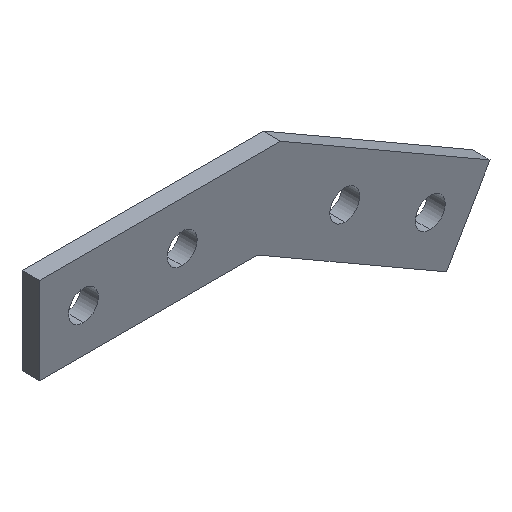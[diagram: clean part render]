
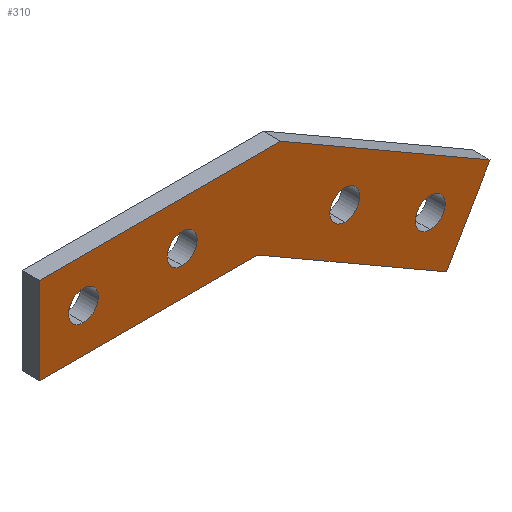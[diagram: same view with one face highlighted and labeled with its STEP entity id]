
A CAD part, isometric view. The second image highlights one B-rep face of the part: STEP entity #310.
In plain terms, the highlighted planar face has unit normal (0, -1, 0).
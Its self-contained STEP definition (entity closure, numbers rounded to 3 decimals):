
#36 = AXIS2_PLACEMENT_3D ( 'NONE', #212, #219, #209 ) ;
#39 = AXIS2_PLACEMENT_3D ( 'NONE', #225, #223, #222 ) ;
#40 = AXIS2_PLACEMENT_3D ( 'NONE', #232, #230, #229 ) ;
#41 = AXIS2_PLACEMENT_3D ( 'NONE', #238, #237, #235 ) ;
#47 = AXIS2_PLACEMENT_3D ( 'NONE', #180, #175, #172 ) ;
#49 = AXIS2_PLACEMENT_3D ( 'NONE', #231, #226, #224 ) ;
#51 = AXIS2_PLACEMENT_3D ( 'NONE', #261, #260, #256 ) ;
#52 = AXIS2_PLACEMENT_3D ( 'NONE', #269, #268, #266 ) ;
#53 = AXIS2_PLACEMENT_3D ( 'NONE', #275, #274, #273 ) ;
#56 = EDGE_CURVE ( 'NONE', #325, #334, #483, .T. ) ;
#57 = EDGE_CURVE ( 'NONE', #343, #327, #486, .T. ) ;
#59 = EDGE_CURVE ( 'NONE', #337, #326, #482, .T. ) ;
#62 = EDGE_CURVE ( 'NONE', #348, #330, #479, .T. ) ;
#66 = EDGE_CURVE ( 'NONE', #327, #343, #474, .T. ) ;
#70 = EDGE_CURVE ( 'NONE', #346, #596, #468, .T. ) ;
#74 = EDGE_CURVE ( 'NONE', #596, #595, #457, .T. ) ;
#77 = EDGE_CURVE ( 'NONE', #595, #340, #451, .T. ) ;
#80 = EDGE_CURVE ( 'NONE', #340, #328, #445, .T. ) ;
#84 = EDGE_CURVE ( 'NONE', #328, #383, #437, .T. ) ;
#87 = EDGE_CURVE ( 'NONE', #383, #346, #431, .T. ) ;
#93 = EDGE_CURVE ( 'NONE', #334, #325, #422, .T. ) ;
#94 = EDGE_CURVE ( 'NONE', #326, #337, #421, .T. ) ;
#95 = EDGE_CURVE ( 'NONE', #330, #348, #420, .T. ) ;
#102 = DIRECTION ( 'NONE',  ( 0., 0., 1. ) ) ;
#119 = CARTESIAN_POINT ( 'NONE',  ( 5.305, 0., 19.8 ) ) ;
#121 = CARTESIAN_POINT ( 'NONE',  ( -49.695, 0., 19.8 ) ) ;
#123 = CARTESIAN_POINT ( 'NONE',  ( 0., 0., 0. ) ) ;
#127 = CARTESIAN_POINT ( 'NONE',  ( 19.841, 0., -3.424 ) ) ;
#130 = CARTESIAN_POINT ( 'NONE',  ( -49.695, 0., 0. ) ) ;
#136 = CARTESIAN_POINT ( 'NONE',  ( 39.327, 0., -7.874 ) ) ;
#138 = CARTESIAN_POINT ( 'NONE',  ( 52.937, 0., -7.7 ) ) ;
#141 = CARTESIAN_POINT ( 'NONE',  ( -49.695, 0., 19.8 ) ) ;
#142 = CARTESIAN_POINT ( 'NONE',  ( -17.195, 0., 6.5 ) ) ;
#145 = CARTESIAN_POINT ( 'NONE',  ( -39.695, 0., 13.3 ) ) ;
#150 = CARTESIAN_POINT ( 'NONE',  ( 43.037, 0., -24.847 ) ) ;
#151 = CARTESIAN_POINT ( 'NONE',  ( 39.327, 0., -14.674 ) ) ;
#152 = CARTESIAN_POINT ( 'NONE',  ( -17.195, 0., 13.3 ) ) ;
#153 = CARTESIAN_POINT ( 'NONE',  ( -39.695, 0., 6.5 ) ) ;
#157 = CARTESIAN_POINT ( 'NONE',  ( 19.841, 0., 3.376 ) ) ;
#172 = DIRECTION ( 'NONE',  ( 0., 0., 1. ) ) ;
#175 = DIRECTION ( 'NONE',  ( 0., 1., 0. ) ) ;
#180 = CARTESIAN_POINT ( 'NONE',  ( 39.327, 0., -11.274 ) ) ;
#209 = DIRECTION ( 'NONE',  ( 0., 0., -1. ) ) ;
#212 = CARTESIAN_POINT ( 'NONE',  ( 0., 0., 0. ) ) ;
#214 = PLANE ( 'NONE',  #36 ) ;
#219 = DIRECTION ( 'NONE',  ( 0., -1., 0. ) ) ;
#222 = DIRECTION ( 'NONE',  ( 0., 0., 1. ) ) ;
#223 = DIRECTION ( 'NONE',  ( 0., 1., 0. ) ) ;
#224 = DIRECTION ( 'NONE',  ( 0., 0., 1. ) ) ;
#225 = CARTESIAN_POINT ( 'NONE',  ( 19.841, 0., -0.024 ) ) ;
#226 = DIRECTION ( 'NONE',  ( 0., 1., 0. ) ) ;
#229 = DIRECTION ( 'NONE',  ( 0., 0., 1. ) ) ;
#230 = DIRECTION ( 'NONE',  ( 0., 1., 0. ) ) ;
#231 = CARTESIAN_POINT ( 'NONE',  ( 19.841, 0., -0.024 ) ) ;
#232 = CARTESIAN_POINT ( 'NONE',  ( -17.195, 0., 9.9 ) ) ;
#235 = DIRECTION ( 'NONE',  ( 0., 0., 1. ) ) ;
#237 = DIRECTION ( 'NONE',  ( 0., 1., 0. ) ) ;
#238 = CARTESIAN_POINT ( 'NONE',  ( -39.695, 0., 9.9 ) ) ;
#256 = DIRECTION ( 'NONE',  ( 0., 0., 1. ) ) ;
#259 = DIRECTION ( 'NONE',  ( -1., 0., 0. ) ) ;
#260 = DIRECTION ( 'NONE',  ( 0., 1., 0. ) ) ;
#261 = CARTESIAN_POINT ( 'NONE',  ( -17.195, 0., 9.9 ) ) ;
#262 = CARTESIAN_POINT ( 'NONE',  ( -49.695, 0., 0. ) ) ;
#266 = DIRECTION ( 'NONE',  ( 0., 0., 1. ) ) ;
#268 = DIRECTION ( 'NONE',  ( 0., 1., 0. ) ) ;
#269 = CARTESIAN_POINT ( 'NONE',  ( 39.327, 0., -11.274 ) ) ;
#270 = DIRECTION ( 'NONE',  ( -0.866, 0., 0.5 ) ) ;
#271 = CARTESIAN_POINT ( 'NONE',  ( 0., 0., 0. ) ) ;
#273 = DIRECTION ( 'NONE',  ( 0., 0., 1. ) ) ;
#274 = DIRECTION ( 'NONE',  ( 0., 1., 0. ) ) ;
#275 = CARTESIAN_POINT ( 'NONE',  ( -39.695, 0., 9.9 ) ) ;
#282 = DIRECTION ( 'NONE',  ( -0.5, 0., -0.866 ) ) ;
#283 = CARTESIAN_POINT ( 'NONE',  ( 43.037, 0., -24.847 ) ) ;
#292 = DIRECTION ( 'NONE',  ( 0.866, 0., -0.5 ) ) ;
#293 = CARTESIAN_POINT ( 'NONE',  ( 52.937, 0., -7.7 ) ) ;
#298 = DIRECTION ( 'NONE',  ( 1., 0., 0. ) ) ;
#299 = CARTESIAN_POINT ( 'NONE',  ( 5.305, 0., 19.8 ) ) ;
#310 = ADVANCED_FACE ( 'NONE', ( #410, #407, #411, #412, #409 ), #214, .T. ) ;
#325 = VERTEX_POINT ( 'NONE', #153 ) ;
#326 = VERTEX_POINT ( 'NONE', #152 ) ;
#327 = VERTEX_POINT ( 'NONE', #151 ) ;
#328 = VERTEX_POINT ( 'NONE', #150 ) ;
#330 = VERTEX_POINT ( 'NONE', #157 ) ;
#334 = VERTEX_POINT ( 'NONE', #145 ) ;
#337 = VERTEX_POINT ( 'NONE', #142 ) ;
#340 = VERTEX_POINT ( 'NONE', #138 ) ;
#343 = VERTEX_POINT ( 'NONE', #136 ) ;
#346 = VERTEX_POINT ( 'NONE', #130 ) ;
#348 = VERTEX_POINT ( 'NONE', #127 ) ;
#383 = VERTEX_POINT ( 'NONE', #123 ) ;
#407 = FACE_BOUND ( 'NONE', #565, .T. ) ;
#409 = FACE_OUTER_BOUND ( 'NONE', #567, .T. ) ;
#410 = FACE_BOUND ( 'NONE', #558, .T. ) ;
#411 = FACE_BOUND ( 'NONE', #566, .T. ) ;
#412 = FACE_BOUND ( 'NONE', #564, .T. ) ;
#420 = CIRCLE ( 'NONE', #39, 3.4 ) ;
#421 = CIRCLE ( 'NONE', #40, 3.4 ) ;
#422 = CIRCLE ( 'NONE', #41, 3.4 ) ;
#428 = VECTOR ( 'NONE', #259, 1000. ) ;
#431 = LINE ( 'NONE', #262, #428 ) ;
#434 = VECTOR ( 'NONE', #270, 1000. ) ;
#437 = LINE ( 'NONE', #271, #434 ) ;
#442 = VECTOR ( 'NONE', #282, 1000. ) ;
#445 = LINE ( 'NONE', #283, #442 ) ;
#448 = VECTOR ( 'NONE', #292, 1000. ) ;
#451 = LINE ( 'NONE', #293, #448 ) ;
#454 = VECTOR ( 'NONE', #298, 1000. ) ;
#457 = LINE ( 'NONE', #299, #454 ) ;
#462 = VECTOR ( 'NONE', #102, 1000. ) ;
#468 = LINE ( 'NONE', #141, #462 ) ;
#474 = CIRCLE ( 'NONE', #47, 3.4 ) ;
#479 = CIRCLE ( 'NONE', #49, 3.4 ) ;
#482 = CIRCLE ( 'NONE', #51, 3.4 ) ;
#483 = CIRCLE ( 'NONE', #53, 3.4 ) ;
#486 = CIRCLE ( 'NONE', #52, 3.4 ) ;
#507 = ORIENTED_EDGE ( 'NONE', *, *, #93, .T. ) ;
#508 = ORIENTED_EDGE ( 'NONE', *, *, #56, .T. ) ;
#509 = ORIENTED_EDGE ( 'NONE', *, *, #94, .T. ) ;
#510 = ORIENTED_EDGE ( 'NONE', *, *, #59, .T. ) ;
#511 = ORIENTED_EDGE ( 'NONE', *, *, #95, .T. ) ;
#512 = ORIENTED_EDGE ( 'NONE', *, *, #62, .T. ) ;
#513 = ORIENTED_EDGE ( 'NONE', *, *, #57, .T. ) ;
#514 = ORIENTED_EDGE ( 'NONE', *, *, #66, .T. ) ;
#515 = ORIENTED_EDGE ( 'NONE', *, *, #70, .F. ) ;
#516 = ORIENTED_EDGE ( 'NONE', *, *, #87, .F. ) ;
#517 = ORIENTED_EDGE ( 'NONE', *, *, #84, .F. ) ;
#518 = ORIENTED_EDGE ( 'NONE', *, *, #80, .F. ) ;
#519 = ORIENTED_EDGE ( 'NONE', *, *, #77, .F. ) ;
#520 = ORIENTED_EDGE ( 'NONE', *, *, #74, .F. ) ;
#558 = EDGE_LOOP ( 'NONE', ( #507, #508 ) ) ;
#564 = EDGE_LOOP ( 'NONE', ( #513, #514 ) ) ;
#565 = EDGE_LOOP ( 'NONE', ( #509, #510 ) ) ;
#566 = EDGE_LOOP ( 'NONE', ( #511, #512 ) ) ;
#567 = EDGE_LOOP ( 'NONE', ( #515, #516, #517, #518, #519, #520 ) ) ;
#595 = VERTEX_POINT ( 'NONE', #119 ) ;
#596 = VERTEX_POINT ( 'NONE', #121 ) ;
